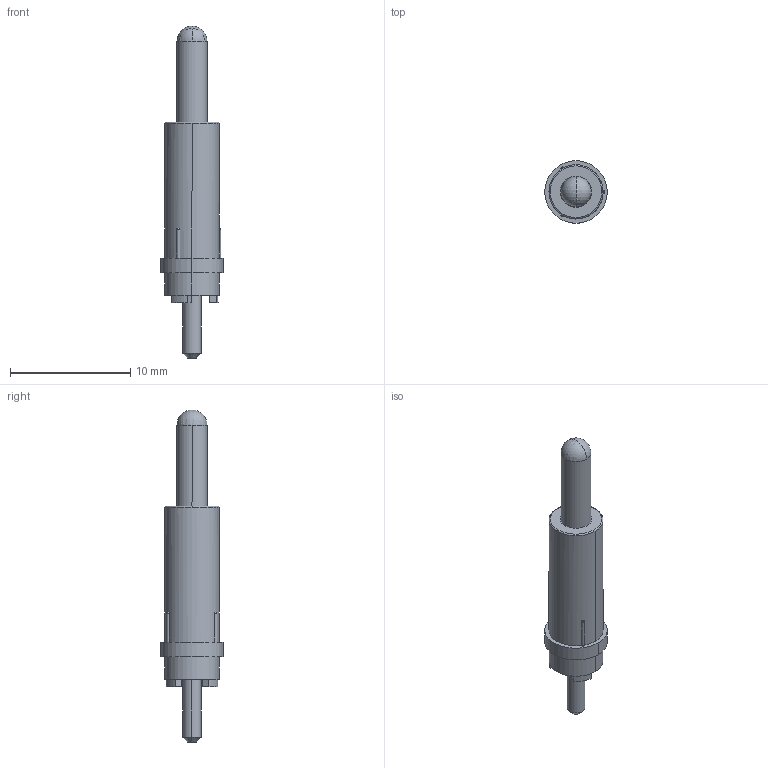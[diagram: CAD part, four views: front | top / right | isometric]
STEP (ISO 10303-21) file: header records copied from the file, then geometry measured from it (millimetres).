
FILE_DESCRIPTION((''),'2;1');
FILE_NAME('HARTING_09 33 000 9811.stp','2012-12-10T14:08:45',(''),(''),'Mechanical Desktop 2011','Mechanical Desktop 2011',', , ');
FILE_SCHEMA(('AUTOMOTIVE_DESIGN { 1 2 10303 214 1 1 1 1 }'));
Length unit declared in the file: millimetre
Products named in the file (1): Product
Bounding box: 5.2 x 5.2 x 27.6 mm (x, y, z)
Volume: 260.9 mm3; surface area: 592.6 mm2
Topology: 2 solids, 2 shells, 57 faces, 141 edges, 91 vertices
Faces by surface type: cylinder 26, plane 16, bspline 6, sphere 5, torus 2, cone 2
Entity records: 1787 total; most frequent: CARTESIAN_POINT 346, DIRECTION 314, ORIENTED_EDGE 274, EDGE_CURVE 137, AXIS2_PLACEMENT_3D 131, VERTEX_POINT 91, CIRCLE 79, EDGE_LOOP 66
